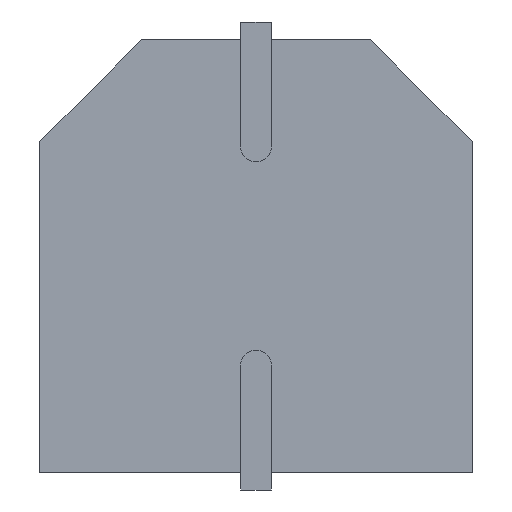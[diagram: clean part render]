
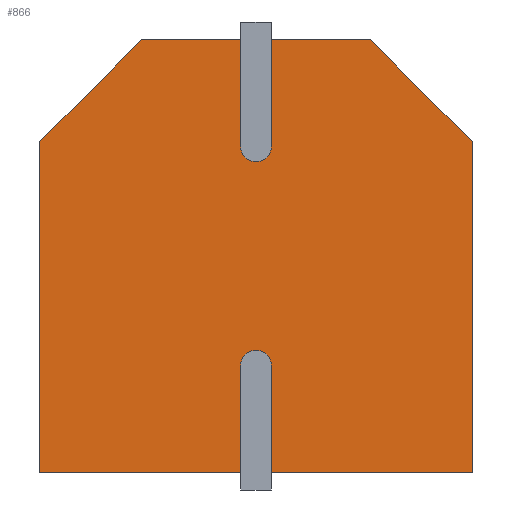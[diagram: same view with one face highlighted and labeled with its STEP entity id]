
A CAD part, front view. The second image highlights one B-rep face of the part: STEP entity #866.
In plain terms, the highlighted planar face has unit normal (0, -1, 0).
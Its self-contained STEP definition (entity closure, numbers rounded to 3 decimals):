
#21 = CARTESIAN_POINT ( 'NONE',  ( -9.1, 0., 0. ) ) ;
#22 = CARTESIAN_POINT ( 'NONE',  ( -9.1, 0., 12.79 ) ) ;
#24 = CARTESIAN_POINT ( 'NONE',  ( -4., 0., 17. ) ) ;
#27 = CARTESIAN_POINT ( 'NONE',  ( -17., 0., 13. ) ) ;
#28 = CARTESIAN_POINT ( 'NONE',  ( -7.9, 0., 12.79 ) ) ;
#36 = CARTESIAN_POINT ( 'NONE',  ( -8.49, 0., 4.8 ) ) ;
#50 = CARTESIAN_POINT ( 'NONE',  ( 0., 0., 13. ) ) ;
#51 = CARTESIAN_POINT ( 'NONE',  ( -9.1, 0., 17. ) ) ;
#54 = CARTESIAN_POINT ( 'NONE',  ( -8.49, 0., 12.2 ) ) ;
#56 = CARTESIAN_POINT ( 'NONE',  ( 0., 0., 0. ) ) ;
#58 = CARTESIAN_POINT ( 'NONE',  ( -7.9, 0., 17. ) ) ;
#81 = CARTESIAN_POINT ( 'NONE',  ( -9.1, 0., 4.21 ) ) ;
#132 = DIRECTION ( 'NONE',  ( -1., 0., 0. ) ) ;
#133 = CARTESIAN_POINT ( 'NONE',  ( 0., 0., 0. ) ) ;
#134 = LINE ( 'NONE', #133, #2388 ) ;
#145 = DIRECTION ( 'NONE',  ( 0., 0., 1. ) ) ;
#146 = CARTESIAN_POINT ( 'NONE',  ( -17., 0., 0. ) ) ;
#147 = LINE ( 'NONE', #146, #2410 ) ;
#149 = DIRECTION ( 'NONE',  ( 0., 0., -1. ) ) ;
#150 = DIRECTION ( 'NONE',  ( 0., -1., 0. ) ) ;
#151 = CARTESIAN_POINT ( 'NONE',  ( -8.49, 0., 12.79 ) ) ;
#154 = DIRECTION ( 'NONE',  ( 0., 0., 1. ) ) ;
#155 = CARTESIAN_POINT ( 'NONE',  ( -7.9, 0., 17.7 ) ) ;
#156 = LINE ( 'NONE', #155, #2153 ) ;
#157 = DIRECTION ( 'NONE',  ( 1., 0., 0. ) ) ;
#159 = CARTESIAN_POINT ( 'NONE',  ( -4., 0., 17. ) ) ;
#160 = DIRECTION ( 'NONE',  ( 0., 0., -1. ) ) ;
#162 = DIRECTION ( 'NONE',  ( 0., 0., 1. ) ) ;
#163 = DIRECTION ( 'NONE',  ( 0., -1., 0. ) ) ;
#164 = CARTESIAN_POINT ( 'NONE',  ( -8.49, 0., 4.21 ) ) ;
#165 = LINE ( 'NONE', #159, #2133 ) ;
#175 = LINE ( 'NONE', #182, #2181 ) ;
#177 = DIRECTION ( 'NONE',  ( 0., 0., -1. ) ) ;
#179 = CARTESIAN_POINT ( 'NONE',  ( 0., 0., 0. ) ) ;
#182 = CARTESIAN_POINT ( 'NONE',  ( -7.9, 0., 17. ) ) ;
#184 = DIRECTION ( 'NONE',  ( 0.707, 0., -0.707 ) ) ;
#185 = CARTESIAN_POINT ( 'NONE',  ( 0., 0., 13. ) ) ;
#186 = LINE ( 'NONE', #185, #2457 ) ;
#187 = DIRECTION ( 'NONE',  ( -1., 0., 0. ) ) ;
#194 = LINE ( 'NONE', #179, #2311 ) ;
#196 = DIRECTION ( 'NONE',  ( 0.707, 0., 0.707 ) ) ;
#198 = CARTESIAN_POINT ( 'NONE',  ( -13., 0., 17. ) ) ;
#199 = LINE ( 'NONE', #198, #2310 ) ;
#200 = DIRECTION ( 'NONE',  ( 1., 0., 0. ) ) ;
#201 = CARTESIAN_POINT ( 'NONE',  ( -4., 0., 17. ) ) ;
#202 = LINE ( 'NONE', #201, #2313 ) ;
#203 = DIRECTION ( 'NONE',  ( 0., 0., -1. ) ) ;
#204 = DIRECTION ( 'NONE',  ( 0., 0., -1. ) ) ;
#205 = DIRECTION ( 'NONE',  ( 0., -1., 0. ) ) ;
#206 = CARTESIAN_POINT ( 'NONE',  ( -8.51, 0., 12.79 ) ) ;
#207 = CARTESIAN_POINT ( 'NONE',  ( 0., 0., 0. ) ) ;
#208 = LINE ( 'NONE', #207, #2455 ) ;
#211 = DIRECTION ( 'NONE',  ( 1., 0., 0. ) ) ;
#212 = CARTESIAN_POINT ( 'NONE',  ( -8.51, 0., 12.2 ) ) ;
#216 = LINE ( 'NONE', #212, #2316 ) ;
#222 = LINE ( 'NONE', #223, #2459 ) ;
#223 = CARTESIAN_POINT ( 'NONE',  ( -9.1, 0., 17.7 ) ) ;
#483 = VERTEX_POINT ( 'NONE', #1751 ) ;
#489 = VERTEX_POINT ( 'NONE', #1755 ) ;
#490 = VERTEX_POINT ( 'NONE', #1748 ) ;
#491 = VERTEX_POINT ( 'NONE', #1747 ) ;
#492 = VERTEX_POINT ( 'NONE', #1746 ) ;
#501 = VERTEX_POINT ( 'NONE', #1734 ) ;
#816 = EDGE_CURVE ( 'NONE', #1880, #492, #1700, .T. ) ;
#820 = EDGE_CURVE ( 'NONE', #492, #1606, #2485, .T. ) ;
#821 = EDGE_CURVE ( 'NONE', #1606, #1947, #1677, .T. ) ;
#866 = ADVANCED_FACE ( 'NONE', ( #1083 ), #1086, .T. ) ;
#967 = EDGE_CURVE ( 'NONE', #491, #1799, #216, .T. ) ;
#968 = EDGE_CURVE ( 'NONE', #1944, #491, #2458, .T. ) ;
#969 = EDGE_CURVE ( 'NONE', #1809, #1944, #222, .T. ) ;
#970 = EDGE_CURVE ( 'NONE', #490, #1809, #202, .T. ) ;
#971 = EDGE_CURVE ( 'NONE', #1888, #490, #199, .T. ) ;
#973 = EDGE_CURVE ( 'NONE', #1787, #483, #208, .T. ) ;
#974 = EDGE_CURVE ( 'NONE', #1931, #1811, #186, .T. ) ;
#976 = EDGE_CURVE ( 'NONE', #1811, #1787, #194, .T. ) ;
#980 = EDGE_CURVE ( 'NONE', #489, #1880, #2155, .T. ) ;
#981 = EDGE_CURVE ( 'NONE', #489, #483, #175, .T. ) ;
#982 = EDGE_CURVE ( 'NONE', #1785, #1931, #165, .T. ) ;
#983 = EDGE_CURVE ( 'NONE', #1887, #1785, #156, .T. ) ;
#984 = EDGE_CURVE ( 'NONE', #1799, #1887, #2136, .T. ) ;
#986 = EDGE_CURVE ( 'NONE', #501, #1888, #147, .T. ) ;
#990 = EDGE_CURVE ( 'NONE', #1947, #501, #134, .T. ) ;
#1068 = DIRECTION ( 'NONE',  ( 0., -1., 0. ) ) ;
#1069 = DIRECTION ( 'NONE',  ( 0., 0., -1. ) ) ;
#1070 = CARTESIAN_POINT ( 'NONE',  ( 0., 0., 17. ) ) ;
#1083 = FACE_OUTER_BOUND ( 'NONE', #1789, .T. ) ;
#1086 = PLANE ( 'NONE',  #2134 ) ;
#1606 = VERTEX_POINT ( 'NONE', #81 ) ;
#1672 = DIRECTION ( 'NONE',  ( 0., 0., -1. ) ) ;
#1673 = DIRECTION ( 'NONE',  ( 0., 0., -1. ) ) ;
#1674 = DIRECTION ( 'NONE',  ( 0., -1., 0. ) ) ;
#1675 = CARTESIAN_POINT ( 'NONE',  ( -8.51, 0., 4.21 ) ) ;
#1677 = LINE ( 'NONE', #1686, #2488 ) ;
#1686 = CARTESIAN_POINT ( 'NONE',  ( -9.1, 0., 4.21 ) ) ;
#1689 = DIRECTION ( 'NONE',  ( -1., 0., 0. ) ) ;
#1690 = CARTESIAN_POINT ( 'NONE',  ( -8.51, 0., 4.8 ) ) ;
#1700 = LINE ( 'NONE', #1690, #2497 ) ;
#1720 = ORIENTED_EDGE ( 'NONE', *, *, #816, .F. ) ;
#1734 = CARTESIAN_POINT ( 'NONE',  ( -17., 0., 0. ) ) ;
#1746 = CARTESIAN_POINT ( 'NONE',  ( -8.51, 0., 4.8 ) ) ;
#1747 = CARTESIAN_POINT ( 'NONE',  ( -8.51, 0., 12.2 ) ) ;
#1748 = CARTESIAN_POINT ( 'NONE',  ( -13., 0., 17. ) ) ;
#1751 = CARTESIAN_POINT ( 'NONE',  ( -7.9, 0., 0. ) ) ;
#1755 = CARTESIAN_POINT ( 'NONE',  ( -7.9, 0., 4.21 ) ) ;
#1785 = VERTEX_POINT ( 'NONE', #58 ) ;
#1787 = VERTEX_POINT ( 'NONE', #56 ) ;
#1789 = EDGE_LOOP ( 'NONE', ( #1936, #1911, #1958, #1969, #1899, #1937, #1885, #1892, #1951, #1953, #1895, #1946, #1883, #1954, #1889, #1923, #1940, #1720 ) ) ;
#1799 = VERTEX_POINT ( 'NONE', #54 ) ;
#1809 = VERTEX_POINT ( 'NONE', #51 ) ;
#1811 = VERTEX_POINT ( 'NONE', #50 ) ;
#1880 = VERTEX_POINT ( 'NONE', #36 ) ;
#1883 = ORIENTED_EDGE ( 'NONE', *, *, #971, .F. ) ;
#1885 = ORIENTED_EDGE ( 'NONE', *, *, #983, .F. ) ;
#1887 = VERTEX_POINT ( 'NONE', #28 ) ;
#1888 = VERTEX_POINT ( 'NONE', #27 ) ;
#1889 = ORIENTED_EDGE ( 'NONE', *, *, #990, .F. ) ;
#1892 = ORIENTED_EDGE ( 'NONE', *, *, #984, .F. ) ;
#1895 = ORIENTED_EDGE ( 'NONE', *, *, #969, .F. ) ;
#1899 = ORIENTED_EDGE ( 'NONE', *, *, #974, .F. ) ;
#1911 = ORIENTED_EDGE ( 'NONE', *, *, #981, .T. ) ;
#1923 = ORIENTED_EDGE ( 'NONE', *, *, #821, .F. ) ;
#1931 = VERTEX_POINT ( 'NONE', #24 ) ;
#1936 = ORIENTED_EDGE ( 'NONE', *, *, #980, .F. ) ;
#1937 = ORIENTED_EDGE ( 'NONE', *, *, #982, .F. ) ;
#1940 = ORIENTED_EDGE ( 'NONE', *, *, #820, .F. ) ;
#1944 = VERTEX_POINT ( 'NONE', #22 ) ;
#1946 = ORIENTED_EDGE ( 'NONE', *, *, #970, .F. ) ;
#1947 = VERTEX_POINT ( 'NONE', #21 ) ;
#1951 = ORIENTED_EDGE ( 'NONE', *, *, #967, .F. ) ;
#1953 = ORIENTED_EDGE ( 'NONE', *, *, #968, .F. ) ;
#1954 = ORIENTED_EDGE ( 'NONE', *, *, #986, .F. ) ;
#1958 = ORIENTED_EDGE ( 'NONE', *, *, #973, .F. ) ;
#1969 = ORIENTED_EDGE ( 'NONE', *, *, #976, .F. ) ;
#2133 = VECTOR ( 'NONE', #157, 1000. ) ;
#2134 = AXIS2_PLACEMENT_3D ( 'NONE', #1070, #1068, #1069 ) ;
#2136 = CIRCLE ( 'NONE', #2360, 0.59 ) ;
#2152 = AXIS2_PLACEMENT_3D ( 'NONE', #164, #163, #162 ) ;
#2153 = VECTOR ( 'NONE', #154, 1000. ) ;
#2155 = CIRCLE ( 'NONE', #2152, 0.59 ) ;
#2181 = VECTOR ( 'NONE', #160, 1000. ) ;
#2310 = VECTOR ( 'NONE', #196, 1000. ) ;
#2311 = VECTOR ( 'NONE', #177, 1000. ) ;
#2313 = VECTOR ( 'NONE', #200, 1000. ) ;
#2316 = VECTOR ( 'NONE', #211, 1000. ) ;
#2360 = AXIS2_PLACEMENT_3D ( 'NONE', #151, #150, #149 ) ;
#2364 = AXIS2_PLACEMENT_3D ( 'NONE', #1675, #1674, #1673 ) ;
#2388 = VECTOR ( 'NONE', #132, 1000. ) ;
#2410 = VECTOR ( 'NONE', #145, 1000. ) ;
#2455 = VECTOR ( 'NONE', #187, 1000. ) ;
#2457 = VECTOR ( 'NONE', #184, 1000. ) ;
#2458 = CIRCLE ( 'NONE', #2460, 0.59 ) ;
#2459 = VECTOR ( 'NONE', #203, 1000. ) ;
#2460 = AXIS2_PLACEMENT_3D ( 'NONE', #206, #205, #204 ) ;
#2485 = CIRCLE ( 'NONE', #2364, 0.59 ) ;
#2488 = VECTOR ( 'NONE', #1672, 1000. ) ;
#2497 = VECTOR ( 'NONE', #1689, 1000. ) ;
